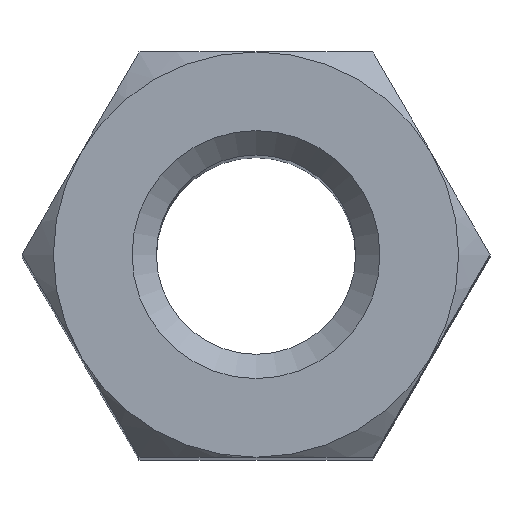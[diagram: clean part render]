
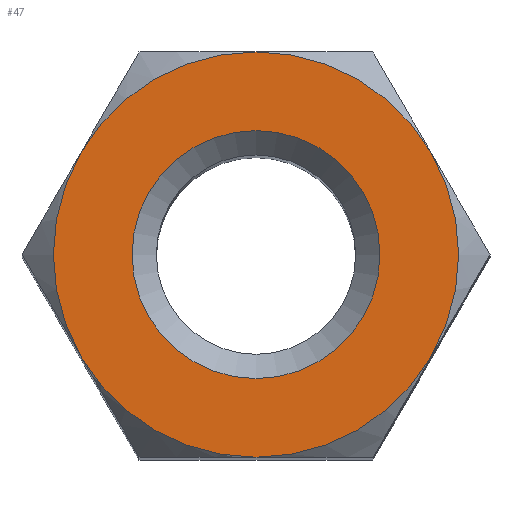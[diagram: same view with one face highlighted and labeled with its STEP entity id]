
A CAD part, top view. The second image highlights one B-rep face of the part: STEP entity #47.
In plain terms, the highlighted planar face has unit normal (0, 0, 1).
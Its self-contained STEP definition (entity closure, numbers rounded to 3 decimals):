
#47 = ADVANCED_FACE( '', ( #110, #111 ), #112, .T. );
#110 = FACE_BOUND( '', #191, .T. );
#111 = FACE_OUTER_BOUND( '', #192, .T. );
#112 = PLANE( '', #193 );
#191 = EDGE_LOOP( '', ( #266 ) );
#192 = EDGE_LOOP( '', ( #267, #268, #269, #270, #271, #272 ) );
#193 = AXIS2_PLACEMENT_3D( '', #273, #274, #275 );
#266 = ORIENTED_EDGE( '', *, *, #450, .T. );
#267 = ORIENTED_EDGE( '', *, *, #451, .F. );
#268 = ORIENTED_EDGE( '', *, *, #452, .F. );
#269 = ORIENTED_EDGE( '', *, *, #453, .F. );
#270 = ORIENTED_EDGE( '', *, *, #454, .T. );
#271 = ORIENTED_EDGE( '', *, *, #455, .F. );
#272 = ORIENTED_EDGE( '', *, *, #456, .F. );
#273 = CARTESIAN_POINT( '', ( 0., 0., 10. ) );
#274 = DIRECTION( '', ( 0., 0., 1. ) );
#275 = DIRECTION( '', ( 1., 0., 0. ) );
#450 = EDGE_CURVE( '', #519, #519, #520, .T. );
#451 = EDGE_CURVE( '', #521, #522, #523, .F. );
#452 = EDGE_CURVE( '', #524, #521, #525, .F. );
#453 = EDGE_CURVE( '', #526, #524, #527, .F. );
#454 = EDGE_CURVE( '', #526, #528, #529, .T. );
#455 = EDGE_CURVE( '', #530, #528, #531, .F. );
#456 = EDGE_CURVE( '', #522, #530, #532, .F. );
#519 = VERTEX_POINT( '', #616 );
#520 = CIRCLE( '', #617, 1.53 );
#521 = VERTEX_POINT( '', #618 );
#522 = VERTEX_POINT( '', #619 );
#523 = CIRCLE( '', #620, 2.5 );
#524 = VERTEX_POINT( '', #621 );
#525 = CIRCLE( '', #622, 2.5 );
#526 = VERTEX_POINT( '', #623 );
#527 = CIRCLE( '', #624, 2.5 );
#528 = VERTEX_POINT( '', #625 );
#529 = CIRCLE( '', #626, 2.5 );
#530 = VERTEX_POINT( '', #627 );
#531 = CIRCLE( '', #628, 2.5 );
#532 = CIRCLE( '', #629, 2.5 );
#616 = CARTESIAN_POINT( '', ( 0., 1.53, 10. ) );
#617 = AXIS2_PLACEMENT_3D( '', #862, #863, #864 );
#618 = CARTESIAN_POINT( '', ( 2.165, -1.25, 10. ) );
#619 = CARTESIAN_POINT( '', ( 0., -2.5, 10. ) );
#620 = AXIS2_PLACEMENT_3D( '', #865, #866, #867 );
#621 = CARTESIAN_POINT( '', ( 2.165, 1.25, 10. ) );
#622 = AXIS2_PLACEMENT_3D( '', #868, #869, #870 );
#623 = CARTESIAN_POINT( '', ( 0., 2.5, 10. ) );
#624 = AXIS2_PLACEMENT_3D( '', #871, #872, #873 );
#625 = CARTESIAN_POINT( '', ( -2.165, 1.25, 10. ) );
#626 = AXIS2_PLACEMENT_3D( '', #874, #875, #876 );
#627 = CARTESIAN_POINT( '', ( -2.165, -1.25, 10. ) );
#628 = AXIS2_PLACEMENT_3D( '', #877, #878, #879 );
#629 = AXIS2_PLACEMENT_3D( '', #880, #881, #882 );
#862 = CARTESIAN_POINT( '', ( 0., 0., 10. ) );
#863 = DIRECTION( '', ( 0., 0., -1. ) );
#864 = DIRECTION( '', ( 0., 1., 0. ) );
#865 = CARTESIAN_POINT( '', ( 0., 0., 10. ) );
#866 = DIRECTION( '', ( 0., 0., 1. ) );
#867 = DIRECTION( '', ( 1., 0., 0. ) );
#868 = CARTESIAN_POINT( '', ( 0., 0., 10. ) );
#869 = DIRECTION( '', ( 0., 0., 1. ) );
#870 = DIRECTION( '', ( 1., 0., 0. ) );
#871 = CARTESIAN_POINT( '', ( 0., 0., 10. ) );
#872 = DIRECTION( '', ( 0., 0., 1. ) );
#873 = DIRECTION( '', ( 1., 0., 0. ) );
#874 = CARTESIAN_POINT( '', ( 0., 0., 10. ) );
#875 = DIRECTION( '', ( 0., 0., 1. ) );
#876 = DIRECTION( '', ( 1., 0., 0. ) );
#877 = CARTESIAN_POINT( '', ( 0., 0., 10. ) );
#878 = DIRECTION( '', ( 0., 0., 1. ) );
#879 = DIRECTION( '', ( 1., 0., 0. ) );
#880 = CARTESIAN_POINT( '', ( 0., 0., 10. ) );
#881 = DIRECTION( '', ( 0., 0., 1. ) );
#882 = DIRECTION( '', ( 1., 0., 0. ) );
